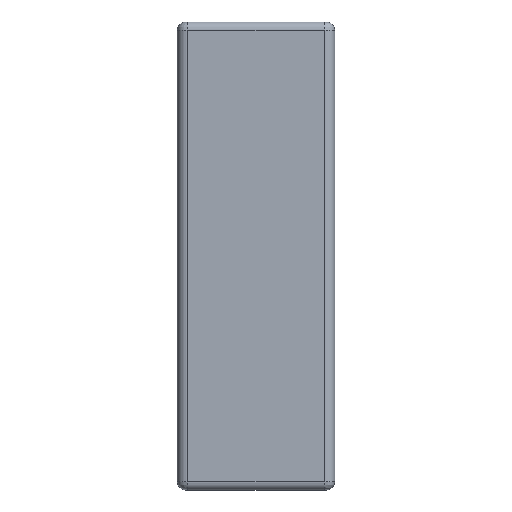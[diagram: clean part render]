
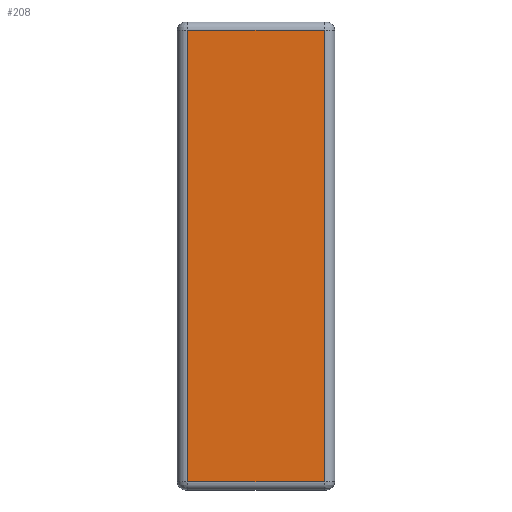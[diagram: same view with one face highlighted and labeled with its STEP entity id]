
A CAD part, front view. The second image highlights one B-rep face of the part: STEP entity #208.
In plain terms, the highlighted planar face has unit normal (0, -1, 0).
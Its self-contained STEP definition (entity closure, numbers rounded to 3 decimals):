
#17=PLANE('',#257);
#19=LINE('',#354,#31);
#26=LINE('',#387,#38);
#28=LINE('',#415,#40);
#30=LINE('',#438,#42);
#31=VECTOR('',#274,10.);
#38=VECTOR('',#293,10.);
#40=VECTOR('',#309,10.);
#42=VECTOR('',#321,10.);
#60=FACE_OUTER_BOUND('',#74,.T.);
#74=EDGE_LOOP('',(#181,#182,#183,#184));
#96=VERTEX_POINT('',#347);
#98=VERTEX_POINT('',#352);
#103=VERTEX_POINT('',#386);
#106=VERTEX_POINT('',#411);
#114=EDGE_CURVE('',#98,#96,#19,.T.);
#124=EDGE_CURVE('',#96,#103,#26,.T.);
#131=EDGE_CURVE('',#103,#106,#28,.T.);
#136=EDGE_CURVE('',#98,#106,#30,.T.);
#181=ORIENTED_EDGE('',*,*,#114,.F.);
#182=ORIENTED_EDGE('',*,*,#136,.T.);
#183=ORIENTED_EDGE('',*,*,#131,.F.);
#184=ORIENTED_EDGE('',*,*,#124,.F.);
#208=ADVANCED_FACE('',(#60),#17,.T.);
#257=AXIS2_PLACEMENT_3D('',#437,#319,#320);
#274=DIRECTION('',(-1.,0.,0.));
#293=DIRECTION('',(0.,0.,1.));
#309=DIRECTION('',(1.,0.,0.));
#319=DIRECTION('center_axis',(0.,-1.,0.));
#320=DIRECTION('ref_axis',(1.,0.,0.));
#321=DIRECTION('',(0.,0.,1.));
#347=CARTESIAN_POINT('',(1.3,-1.3,1.));
#352=CARTESIAN_POINT('',(18.2,-1.3,1.));
#354=CARTESIAN_POINT('',(5.525,-1.3,1.));
#386=CARTESIAN_POINT('',(1.3,-1.3,57.));
#387=CARTESIAN_POINT('',(1.3,-1.3,0.));
#411=CARTESIAN_POINT('',(18.2,-1.3,57.));
#415=CARTESIAN_POINT('',(5.525,-1.3,57.));
#437=CARTESIAN_POINT('Origin',(1.3,-1.3,0.));
#438=CARTESIAN_POINT('',(18.2,-1.3,0.));
